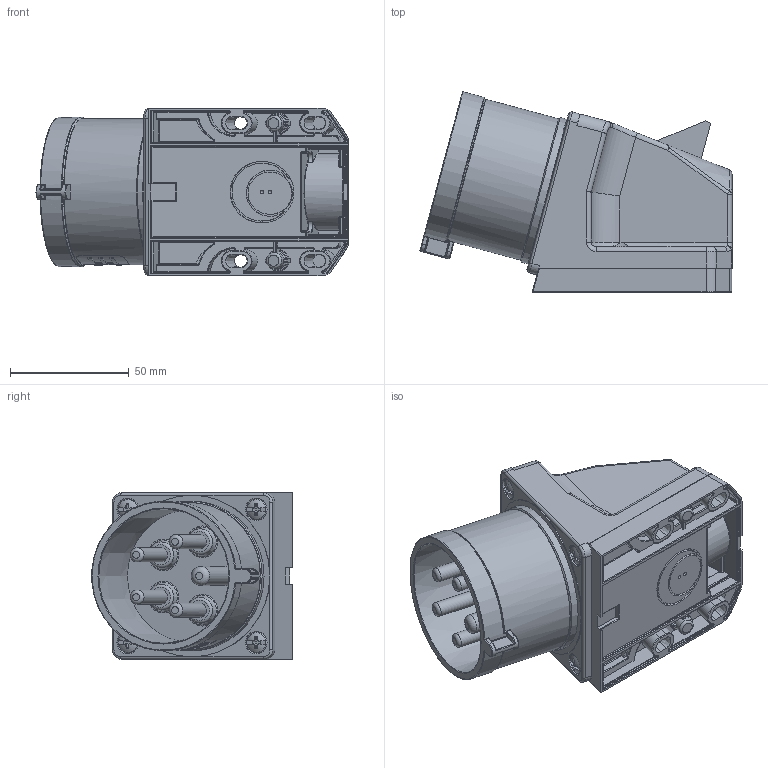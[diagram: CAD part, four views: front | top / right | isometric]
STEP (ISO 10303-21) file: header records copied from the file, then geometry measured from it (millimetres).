
FILE_DESCRIPTION (( 'STEP AP203' ), '1' );
FILE_NAME ('525-6.STEP', '2017-11-23T12:48:55', ( '' ), ( '' ), 'SwSTEP 2.0', 'SolidWorks 2016', '' );
FILE_SCHEMA (( 'CONFIG_CONTROL_DESIGN' ));
Length unit declared in the file: millimetre
Products named in the file (1): 525-6
Bounding box: 131.3 x 84.29 x 70.5 mm (x, y, z)
Volume: 301726.5 mm3; surface area: 63693.3 mm2
Topology: 1 solids, 5 shells, 1196 faces, 3018 edges, 1849 vertices
Faces by surface type: plane 490, cylinder 360, bspline 174, torus 99, sphere 44, cone 29
Full cylindrical faces by diameter (mm): 6 x4, 6.7 x2, 8 x1, 8.5 x2, 9.4 x4, 10.5 x2, 17.8 x1, 25 x1, 25.929 x1, 61.546 x1, 63 x1, 68 x1
Entity records: 48000 total; most frequent: CARTESIAN_POINT 22360, ORIENTED_EDGE 5750, DIRECTION 4793, EDGE_CURVE 2875, VERTEX_POINT 1806, AXIS2_PLACEMENT_3D 1723, LINE 1347, VECTOR 1347
